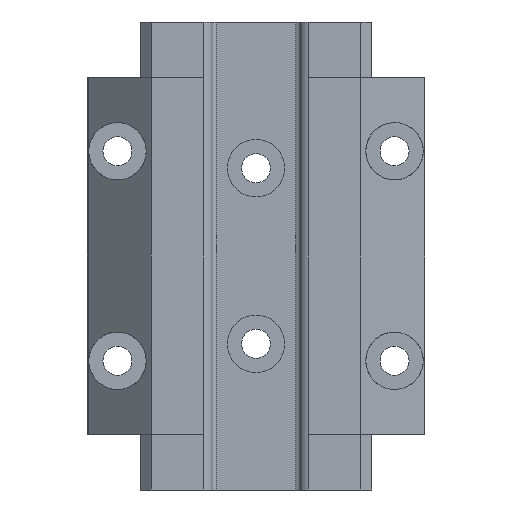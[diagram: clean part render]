
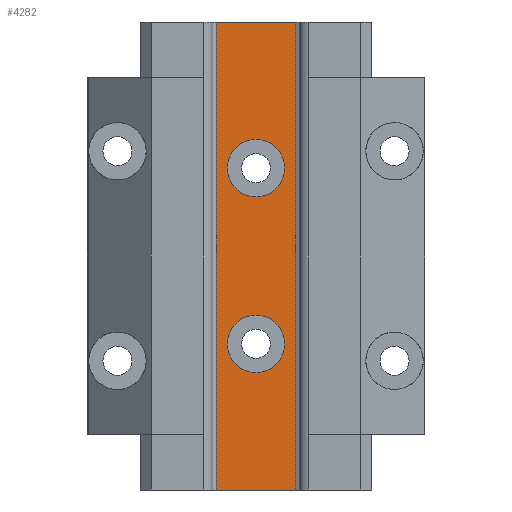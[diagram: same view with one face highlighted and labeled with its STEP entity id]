
A CAD part, front view. The second image highlights one B-rep face of the part: STEP entity #4282.
In plain terms, the highlighted planar face has unit normal (0, -1, 0).
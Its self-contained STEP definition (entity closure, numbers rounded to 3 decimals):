
#411 = VERTEX_POINT ( 'NONE', #988 ) ;
#428 = VERTEX_POINT ( 'NONE', #1005 ) ;
#430 = VERTEX_POINT ( 'NONE', #1007 ) ;
#435 = VERTEX_POINT ( 'NONE', #1012 ) ;
#988 = CARTESIAN_POINT ( 'NONE',  ( -15.68, -15.85, -69.25 ) ) ;
#1005 = CARTESIAN_POINT ( 'NONE',  ( 15.68, -15.85, -69.25 ) ) ;
#1007 = CARTESIAN_POINT ( 'NONE',  ( 15.68, -15.85, 69.25 ) ) ;
#1012 = CARTESIAN_POINT ( 'NONE',  ( -15.68, -15.85, 69.25 ) ) ;
#2495 = EDGE_LOOP ( 'NONE', ( #4886 ) ) ;
#2519 = EDGE_LOOP ( 'NONE', ( #4887 ) ) ;
#2520 = EDGE_LOOP ( 'NONE', ( #4888, #4889, #4890, #4891 ) ) ;
#3972 = EDGE_CURVE ( 'NONE', #435, #430, #9046, .T. ) ;
#3981 = EDGE_CURVE ( 'NONE', #411, #435, #9058, .T. ) ;
#3983 = EDGE_CURVE ( 'NONE', #430, #428, #9075, .T. ) ;
#3984 = EDGE_CURVE ( 'NONE', #428, #411, #9068, .T. ) ;
#3986 = EDGE_CURVE ( 'NONE', #10226, #10226, #9082, .T. ) ;
#3987 = EDGE_CURVE ( 'NONE', #10228, #10228, #9084, .T. ) ;
#4282 = ADVANCED_FACE ( 'NONE', ( #10313, #10312, #10316 ), #10062, .F. ) ;
#4886 = ORIENTED_EDGE ( 'NONE', *, *, #3987, .F. ) ;
#4887 = ORIENTED_EDGE ( 'NONE', *, *, #3986, .F. ) ;
#4888 = ORIENTED_EDGE ( 'NONE', *, *, #3984, .F. ) ;
#4889 = ORIENTED_EDGE ( 'NONE', *, *, #3983, .F. ) ;
#4890 = ORIENTED_EDGE ( 'NONE', *, *, #3972, .F. ) ;
#4891 = ORIENTED_EDGE ( 'NONE', *, *, #3981, .F. ) ;
#8439 = CARTESIAN_POINT ( 'NONE',  ( 15.68, -15.85, 69.25 ) ) ;
#8440 = DIRECTION ( 'NONE',  ( 1., 0., 0. ) ) ;
#8460 = CARTESIAN_POINT ( 'NONE',  ( -15.68, -15.85, 83.1 ) ) ;
#8461 = DIRECTION ( 'NONE',  ( 0., 0., 1. ) ) ;
#8462 = CARTESIAN_POINT ( 'NONE',  ( 15.68, -15.85, -69.25 ) ) ;
#8464 = CARTESIAN_POINT ( 'NONE',  ( 0., -15.85, -26. ) ) ;
#8465 = CARTESIAN_POINT ( 'NONE',  ( 15.68, -15.85, 83.1 ) ) ;
#8466 = DIRECTION ( 'NONE',  ( 0., 0., -1. ) ) ;
#8467 = CARTESIAN_POINT ( 'NONE',  ( 0., -15.85, 26. ) ) ;
#8468 = DIRECTION ( 'NONE',  ( -1., 0., 0. ) ) ;
#8472 = DIRECTION ( 'NONE',  ( 0., -1., 0. ) ) ;
#8473 = DIRECTION ( 'NONE',  ( 0., 0., 1. ) ) ;
#8474 = DIRECTION ( 'NONE',  ( 0., -1., 0. ) ) ;
#8475 = DIRECTION ( 'NONE',  ( 0., 0., 1. ) ) ;
#9046 = LINE ( 'NONE', #8439, #9055 ) ;
#9055 = VECTOR ( 'NONE', #8440, 1000. ) ;
#9058 = LINE ( 'NONE', #8460, #9072 ) ;
#9068 = LINE ( 'NONE', #8462, #9077 ) ;
#9072 = VECTOR ( 'NONE', #8461, 1000. ) ;
#9075 = LINE ( 'NONE', #8465, #9076 ) ;
#9076 = VECTOR ( 'NONE', #8466, 1000. ) ;
#9077 = VECTOR ( 'NONE', #8468, 1000. ) ;
#9082 = CIRCLE ( 'NONE', #9589, 8.5 ) ;
#9084 = CIRCLE ( 'NONE', #9591, 8.5 ) ;
#9589 = AXIS2_PLACEMENT_3D ( 'NONE', #8467, #8472, #8473 ) ;
#9591 = AXIS2_PLACEMENT_3D ( 'NONE', #8464, #8474, #8475 ) ;
#9710 = AXIS2_PLACEMENT_3D ( 'NONE', #10073, #10074, #10075 ) ;
#10062 = PLANE ( 'NONE',  #9710 ) ;
#10073 = CARTESIAN_POINT ( 'NONE',  ( 15.68, -15.85, 83.1 ) ) ;
#10074 = DIRECTION ( 'NONE',  ( 0., 1., 0. ) ) ;
#10075 = DIRECTION ( 'NONE',  ( 0., 0., 1. ) ) ;
#10226 = VERTEX_POINT ( 'NONE', #10227 ) ;
#10227 = CARTESIAN_POINT ( 'NONE',  ( 0., -15.85, 34.5 ) ) ;
#10228 = VERTEX_POINT ( 'NONE', #10229 ) ;
#10229 = CARTESIAN_POINT ( 'NONE',  ( 0., -15.85, -17.5 ) ) ;
#10312 = FACE_BOUND ( 'NONE', #2519, .T. ) ;
#10313 = FACE_BOUND ( 'NONE', #2495, .T. ) ;
#10316 = FACE_OUTER_BOUND ( 'NONE', #2520, .T. ) ;
